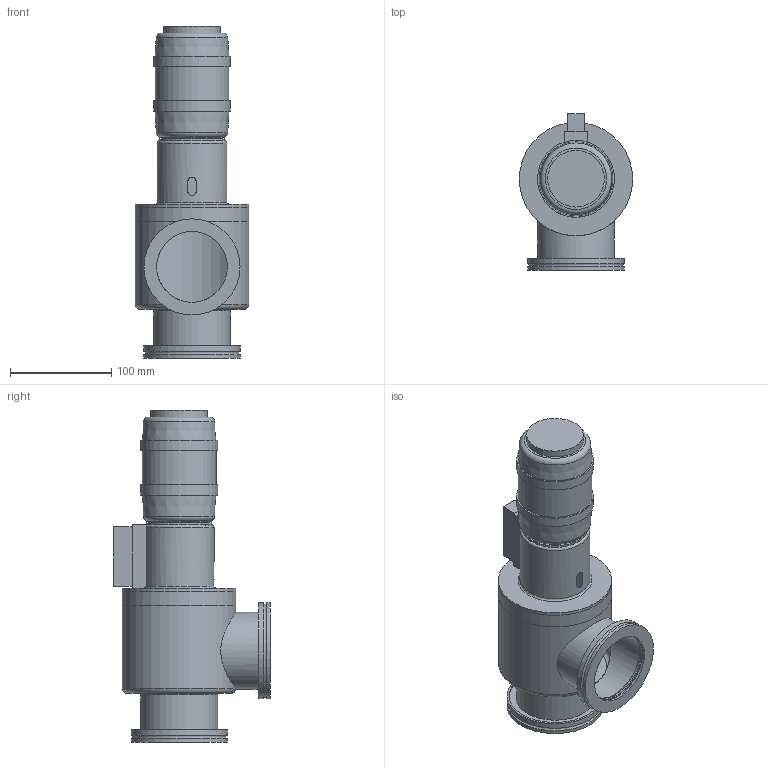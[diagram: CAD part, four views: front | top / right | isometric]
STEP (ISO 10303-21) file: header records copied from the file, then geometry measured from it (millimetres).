
FILE_DESCRIPTION(('STEP AP203'), '1');
FILE_NAME('ÊÂÝ-63 ïîòðåáèòåëþ', '', ('UNSPECIFIED'), ('UNSPECIFIED'), 'C3D Converter', 'C3D Toolkit', '');
FILE_SCHEMA(('CONFIG_CONTROL_DESIGN'));
Length unit declared in the file: millimetre
Bounding box: 112 x 154.5 x 328 mm (x, y, z)
Surface area: 156013.3 mm2 (no closed solid volume)
Topology: 0 solids, 67 shells, 67 faces, 212 edges, 173 vertices
Faces by surface type: plane 26, cylinder 24, torus 10, cone 7
Full cylindrical faces by diameter (mm): 56 x1, 60 x1, 64.5 x1, 70 x4, 71 x2, 73 x1, 76 x4, 91 x2, 95 x4, 112 x3
Entity records: 3727 total; most frequent: CARTESIAN_POINT 832, DIRECTION 416, AXIS2_PLACEMENT_3D 184, ORIENTED_EDGE 173, EDGE_CURVE 173, VERTEX_POINT 173, COLOUR_RGB 134, FILL_AREA_STYLE_COLOUR 134
